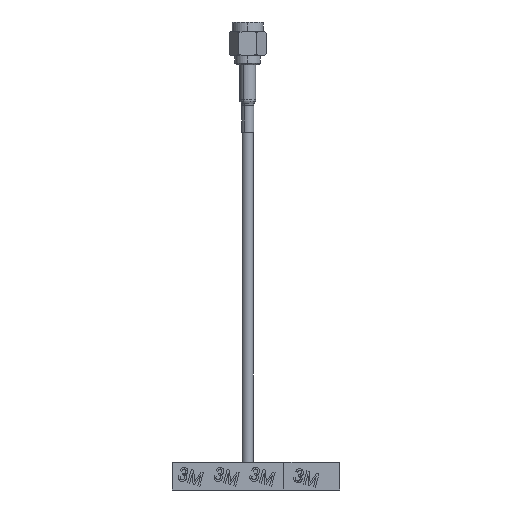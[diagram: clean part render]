
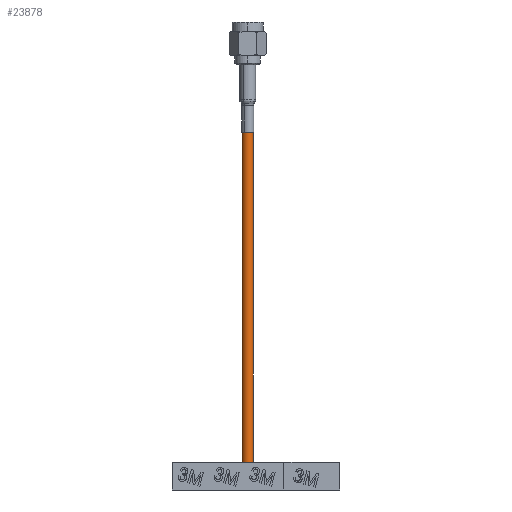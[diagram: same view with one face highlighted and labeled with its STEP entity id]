
A CAD part, front view. The second image highlights one B-rep face of the part: STEP entity #23878.
In plain terms, the highlighted cylindrical face has radius 1.375 mm (diameter 2.75 mm), a partial arc.
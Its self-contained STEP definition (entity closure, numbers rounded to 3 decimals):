
#3151 = CARTESIAN_POINT ( 'NONE',  ( -2.1, 1.475, 99.75 ) ) ;
#4010 = DIRECTION ( 'NONE',  ( 0., 0., 1. ) ) ;
#4396 = DIRECTION ( 'NONE',  ( 0., 0., -1. ) ) ;
#5828 = DIRECTION ( 'NONE',  ( 0., 0., -1. ) ) ;
#5902 = CARTESIAN_POINT ( 'NONE',  ( -0.725, 1.475, 99.75 ) ) ;
#6274 = CIRCLE ( 'NONE', #30347, 1.375 ) ;
#6865 = DIRECTION ( 'NONE',  ( -1., 0., 0. ) ) ;
#7861 = FACE_OUTER_BOUND ( 'NONE', #21132, .T. ) ;
#9003 = VERTEX_POINT ( 'NONE', #11187 ) ;
#9098 = ORIENTED_EDGE ( 'NONE', *, *, #14565, .F. ) ;
#10414 = CIRCLE ( 'NONE', #23502, 1.375 ) ;
#11187 = CARTESIAN_POINT ( 'NONE',  ( -3.475, 1.475, 99.75 ) ) ;
#11311 = ORIENTED_EDGE ( 'NONE', *, *, #17813, .T. ) ;
#12021 = CARTESIAN_POINT ( 'NONE',  ( -2.1, 1.475, 99.75 ) ) ;
#12096 = LINE ( 'NONE', #13038, #14787 ) ;
#13038 = CARTESIAN_POINT ( 'NONE',  ( -3.475, 1.475, 99.75 ) ) ;
#13560 = ORIENTED_EDGE ( 'NONE', *, *, #19571, .T. ) ;
#14220 = LINE ( 'NONE', #18183, #29238 ) ;
#14565 = EDGE_CURVE ( 'NONE', #29892, #20273, #14220, .T. ) ;
#14787 = VECTOR ( 'NONE', #30285, 1000. ) ;
#16473 = CARTESIAN_POINT ( 'NONE',  ( -2.1, 1.475, -0.25 ) ) ;
#17089 = CARTESIAN_POINT ( 'NONE',  ( -0.725, 1.475, -0.25 ) ) ;
#17555 = VERTEX_POINT ( 'NONE', #29428 ) ;
#17813 = EDGE_CURVE ( 'NONE', #9003, #17555, #12096, .T. ) ;
#17852 = DIRECTION ( 'NONE',  ( 0., 0., 1. ) ) ;
#18183 = CARTESIAN_POINT ( 'NONE',  ( -0.725, 1.475, 99.75 ) ) ;
#19571 = EDGE_CURVE ( 'NONE', #17555, #20273, #10414, .T. ) ;
#20273 = VERTEX_POINT ( 'NONE', #17089 ) ;
#21132 = EDGE_LOOP ( 'NONE', ( #9098, #22187, #11311, #13560 ) ) ;
#22187 = ORIENTED_EDGE ( 'NONE', *, *, #28603, .F. ) ;
#22625 = DIRECTION ( 'NONE',  ( 1., 0., 0. ) ) ;
#23502 = AXIS2_PLACEMENT_3D ( 'NONE', #16473, #4010, #23698 ) ;
#23698 = DIRECTION ( 'NONE',  ( 1., 0., 0. ) ) ;
#23878 = ADVANCED_FACE ( 'NONE', ( #7861 ), #27865, .T. ) ;
#27865 = CYLINDRICAL_SURFACE ( 'NONE', #30897, 1.375 ) ;
#28603 = EDGE_CURVE ( 'NONE', #9003, #29892, #6274, .T. ) ;
#29238 = VECTOR ( 'NONE', #5828, 1000. ) ;
#29428 = CARTESIAN_POINT ( 'NONE',  ( -3.475, 1.475, -0.25 ) ) ;
#29892 = VERTEX_POINT ( 'NONE', #5902 ) ;
#30285 = DIRECTION ( 'NONE',  ( 0., 0., -1. ) ) ;
#30347 = AXIS2_PLACEMENT_3D ( 'NONE', #3151, #17852, #22625 ) ;
#30897 = AXIS2_PLACEMENT_3D ( 'NONE', #12021, #4396, #6865 ) ;
